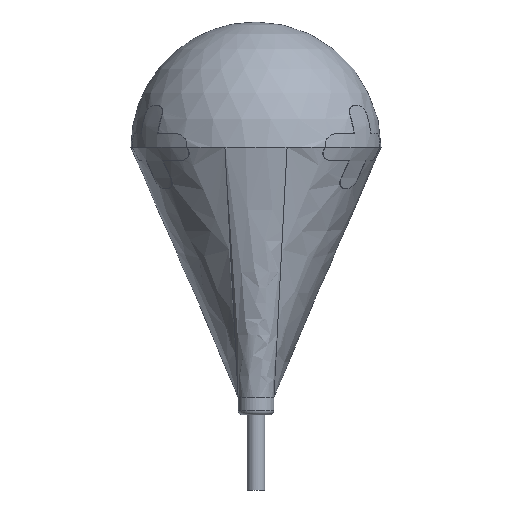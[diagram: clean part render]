
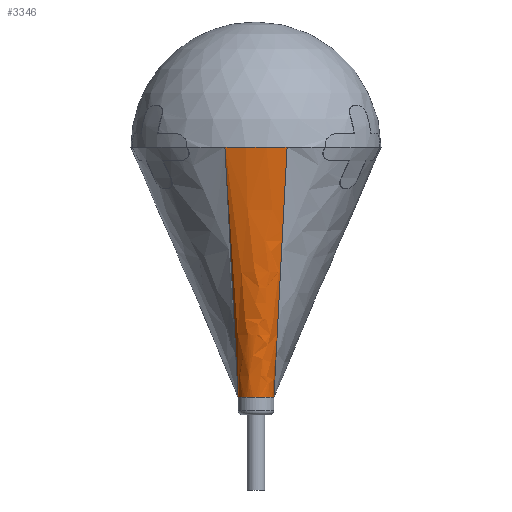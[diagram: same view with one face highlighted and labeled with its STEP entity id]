
A CAD part, left-side view. The second image highlights one B-rep face of the part: STEP entity #3346.
In plain terms, the highlighted free-form (B-spline) face has degree [9, 1] with [10, 2] control points.
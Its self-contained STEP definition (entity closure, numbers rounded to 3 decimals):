
#28=DIRECTION('',(0.,0.,-1.));
#29=DIRECTION('',(0.,1.,0.));
#917=DIRECTION('',(0.,-1.,0.));
#1996=CIRCLE('',#1997,3.5);
#1997=AXIS2_PLACEMENT_3D('',#1998,#28,#29);
#1998=CARTESIAN_POINT('',(1.25,0.,7.6));
#2009=VERTEX_POINT('',#2010);
#2010=CARTESIAN_POINT('',(-2.14,0.869,7.6));
#2011=ORIENTED_EDGE('',*,*,#2012,.F.);
#2012=EDGE_CURVE('',#2013,#2009,#1996,.T.);
#2013=VERTEX_POINT('',#2014);
#2014=CARTESIAN_POINT('',(-2.14,-0.869,7.6));
#2158=EDGE_CURVE('',#2159,#2009,#2161,.T.);
#2159=VERTEX_POINT('',#2160);
#2160=CARTESIAN_POINT('',(-0.7,0.5,0.6));
#2161=B_SPLINE_CURVE_WITH_KNOTS('',1,(#2160,#2010),.UNSPECIFIED.,.F.,.F.,(2,2),(0.,1.),.PIECEWISE_BEZIER_KNOTS.);
#2249=VERTEX_POINT('',#2250);
#2250=CARTESIAN_POINT('',(-0.7,-0.5,0.6));
#2254=EDGE_CURVE('',#2249,#2013,#2255,.T.);
#2255=B_SPLINE_CURVE_WITH_KNOTS('',1,(#2250,#2014),.UNSPECIFIED.,.F.,.F.,(2,2),(0.,1.),.PIECEWISE_BEZIER_KNOTS.);
#3346=ADVANCED_FACE('',(#3347),#3356,.F.);
#3347=FACE_BOUND('',#3348,.F.);
#3348=EDGE_LOOP('',(#3349,#3354,#2011,#3355));
#3349=ORIENTED_EDGE('',*,*,#3350,.T.);
#3350=EDGE_CURVE('',#2249,#2159,#3351,.T.);
#3351=CIRCLE('',#3352,0.5);
#3352=AXIS2_PLACEMENT_3D('',#3353,#28,#917);
#3353=CARTESIAN_POINT('',(-0.7,0.,0.6));
#3354=ORIENTED_EDGE('',*,*,#2158,.T.);
#3355=ORIENTED_EDGE('',*,*,#2254,.F.);
#3356=B_SPLINE_SURFACE_WITH_KNOTS('',9,1,((#2250,#2014),(#3357,#3358),(#3359,#3360),(#3361,#3362),(#3363,#3364),(#3365,#3366),(#3367,#3368),(#3369,#3370),(#3371,#3372),(#2160,#2010)),.UNSPECIFIED.,.F.,.F.,.F.,(10,10),(2,2),(0.,3.142),(0.,1.),.PIECEWISE_BEZIER_KNOTS.);
#3357=CARTESIAN_POINT('',(-0.875,-0.5,0.6));
#3358=CARTESIAN_POINT('',(-2.189,-0.68,7.6));
#3359=CARTESIAN_POINT('',(-1.049,-0.431,0.6));
#3360=CARTESIAN_POINT('',(-2.225,-0.488,7.6));
#3361=CARTESIAN_POINT('',(-1.193,-0.294,0.6));
#3362=CARTESIAN_POINT('',(-2.25,-0.294,7.6));
#3363=CARTESIAN_POINT('',(-1.275,-0.105,0.6));
#3364=CARTESIAN_POINT('',(-2.262,-0.098,7.6));
#3365=CARTESIAN_POINT('',(-1.275,0.105,0.6));
#3366=CARTESIAN_POINT('',(-2.262,0.098,7.6));
#3367=CARTESIAN_POINT('',(-1.193,0.294,0.6));
#3368=CARTESIAN_POINT('',(-2.25,0.294,7.6));
#3369=CARTESIAN_POINT('',(-1.049,0.431,0.6));
#3370=CARTESIAN_POINT('',(-2.225,0.488,7.6));
#3371=CARTESIAN_POINT('',(-0.875,0.5,0.6));
#3372=CARTESIAN_POINT('',(-2.189,0.68,7.6));
